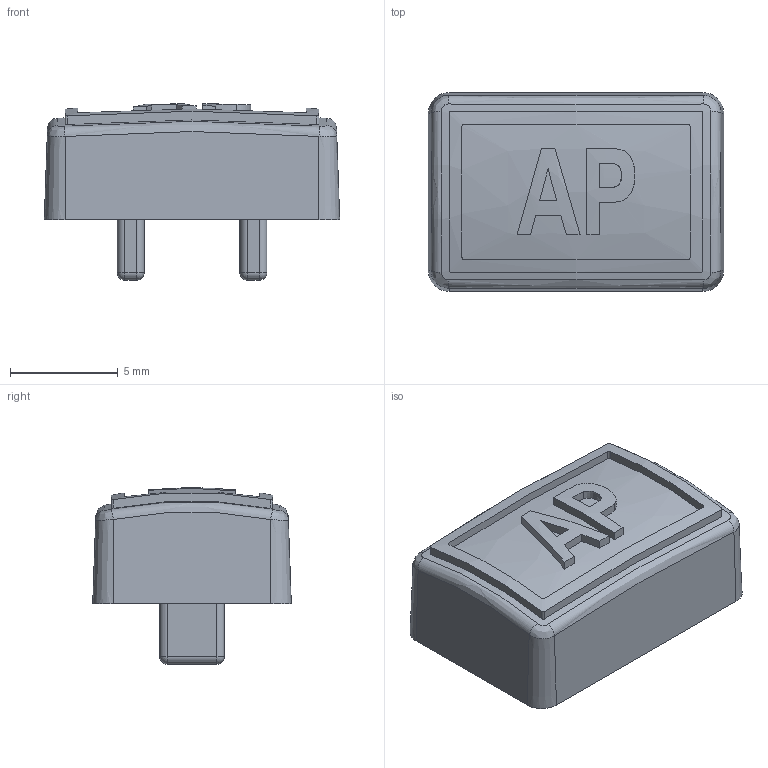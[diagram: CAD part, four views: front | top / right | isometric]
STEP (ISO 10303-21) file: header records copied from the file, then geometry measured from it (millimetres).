
FILE_DESCRIPTION(/* description */ (''),/* implementation_level */ '2;1');
FILE_NAME(/* name */ 'AP_button_AP.stp',/* time_stamp */ '2024-10-05T22:11:56-07:00',/* author */ (''),/* organization */ (''),/* preprocessor_version */ 'ST-DEVELOPER v18.1',/* originating_system */ 'SIEMENS PLM Software NX 1996',/* authorisation */ '');
FILE_SCHEMA (('AUTOMOTIVE_DESIGN { 1 0 10303 214 3 1 1 1 }'));
Length unit declared in the file: millimetre
Products named in the file (1): freg63601562sj53
Bounding box: 13.73 x 9.23 x 8.2 mm (x, y, z)
Volume: 338.9 mm3; surface area: 719.1 mm2
Topology: 1 solids, 1 shells, 198 faces, 492 edges, 284 vertices
Faces by surface type: bspline 76, plane 61, cylinder 40, sphere 12, extrusion 5, cone 4
Entity records: 8165 total; most frequent: CARTESIAN_POINT 3985, ORIENTED_EDGE 944, DIRECTION 593, EDGE_CURVE 472, VERTEX_POINT 285, B_SPLINE_CURVE_WITH_KNOTS 229, AXIS2_PLACEMENT_3D 222, EDGE_LOOP 206
